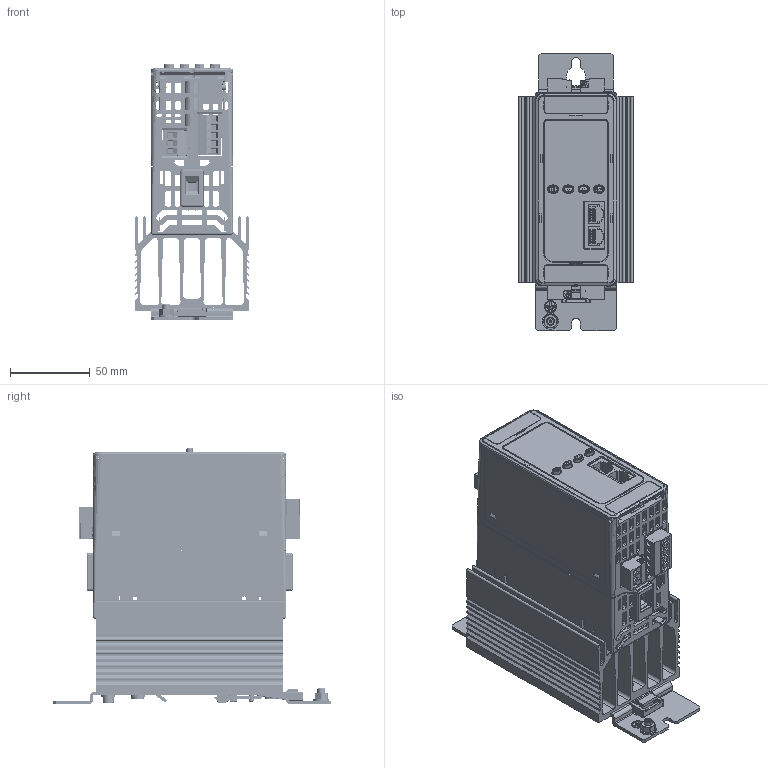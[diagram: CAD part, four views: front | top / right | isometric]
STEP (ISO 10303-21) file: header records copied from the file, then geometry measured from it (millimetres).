
FILE_DESCRIPTION((''),'2;1');
FILE_NAME('EPACK_40-63A_24V_','2013-09-30T',('cristiansi'),(''),'PRO/ENGINEER BY PARAMETRIC TECHNOLOGY CORPORATION, 2010480','PRO/ENGINEER BY PARAMETRIC TECHNOLOGY CORPORATION, 2010480','');
FILE_SCHEMA(('CONFIG_CONTROL_DESIGN'));
Products named in the file (1): EPACK_40-63A_24V_
Bounding box: 72 x 174 x 160.64 mm (x, y, z)
Volume: 8745.6 mm3; surface area: 248213.1 mm2
Topology: 9 solids, 34 shells, 7614 faces, 21322 edges, 13821 vertices
Faces by surface type: plane 5044, cylinder 1751, extrusion 370, bspline 198, torus 132, cone 93, sphere 26
Entity records: 267593 total; most frequent: CARTESIAN_POINT 73636, ORIENTED_EDGE 42315, DIRECTION 36888, EDGE_CURVE 21261, VECTOR 16140, LINE 15770, VERTEX_POINT 13815, AXIS2_PLACEMENT_3D 10374
